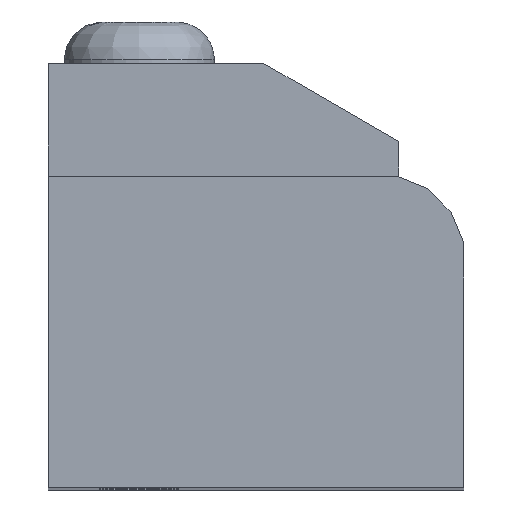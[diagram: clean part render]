
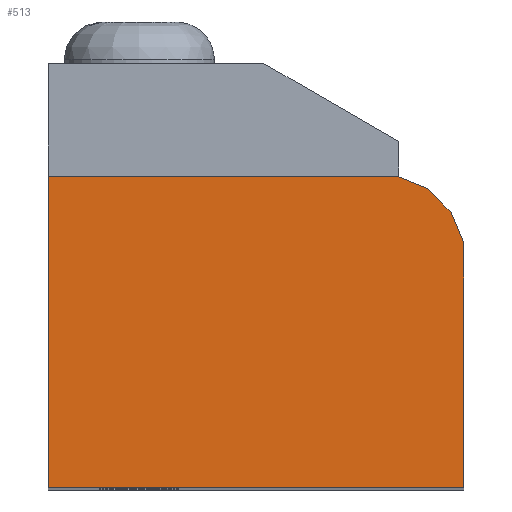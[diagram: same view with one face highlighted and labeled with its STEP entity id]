
A CAD part, top view. The second image highlights one B-rep face of the part: STEP entity #513.
In plain terms, the highlighted planar face has unit normal (0, 0, 1).
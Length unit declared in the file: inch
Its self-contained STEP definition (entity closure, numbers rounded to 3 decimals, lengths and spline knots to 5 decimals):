
#257=CARTESIAN_POINT('',(0.0,0.0,3.0));
#258=VERTEX_POINT('',#257);
#259=CARTESIAN_POINT('',(0.,0.75,3.0));
#260=VERTEX_POINT('',#259);
#261=CARTESIAN_POINT('',(0.0,0.0,3.0));
#262=DIRECTION('',(0.0,1.0,0.0));
#263=VECTOR('',#262,0.75);
#264=LINE('',#261,#263);
#265=EDGE_CURVE('',#258,#260,#264,.T.);
#300=CARTESIAN_POINT('',(0.84044,0.75,3.0));
#301=VERTEX_POINT('',#300);
#302=CARTESIAN_POINT('',(0.,0.75,3.0));
#303=DIRECTION('',(1.0,0.0,0.0));
#304=VECTOR('',#303,0.84044);
#305=LINE('',#302,#304);
#306=EDGE_CURVE('',#260,#301,#305,.T.);
#337=CARTESIAN_POINT('',(0.91282,0.72002,3.0));
#338=VERTEX_POINT('',#337);
#339=CARTESIAN_POINT('',(0.84044,0.75,3.0));
#340=DIRECTION('',(0.924,-0.383,0.0));
#341=VECTOR('',#340,0.07834);
#342=LINE('',#339,#341);
#343=EDGE_CURVE('',#301,#338,#342,.T.);
#368=CARTESIAN_POINT('',(0.96939,0.66345,3.0));
#369=VERTEX_POINT('',#368);
#370=CARTESIAN_POINT('',(0.91282,0.72002,3.0));
#371=DIRECTION('',(0.707,-0.707,0.0));
#372=VECTOR('',#371,0.08);
#373=LINE('',#370,#372);
#374=EDGE_CURVE('',#338,#369,#373,.T.);
#399=CARTESIAN_POINT('',(1.0,0.58954,3.0));
#400=VERTEX_POINT('',#399);
#401=CARTESIAN_POINT('',(0.96939,0.66345,3.0));
#402=DIRECTION('',(0.383,-0.924,0.0));
#403=VECTOR('',#402,0.08);
#404=LINE('',#401,#403);
#405=EDGE_CURVE('',#369,#400,#404,.T.);
#430=CARTESIAN_POINT('',(1.0,0.,3.0));
#431=VERTEX_POINT('',#430);
#432=CARTESIAN_POINT('',(1.0,0.58954,3.0));
#433=DIRECTION('',(0.0,-1.0,0.0));
#434=VECTOR('',#433,0.58954);
#435=LINE('',#432,#434);
#436=EDGE_CURVE('',#400,#431,#435,.T.);
#461=CARTESIAN_POINT('',(1.0,0.,3.0));
#462=DIRECTION('',(-1.0,0.0,0.0));
#463=VECTOR('',#462,1.0);
#464=LINE('',#461,#463);
#465=EDGE_CURVE('',#431,#258,#464,.T.);
#499=CARTESIAN_POINT('',(0.48721,0.36521,3.0));
#500=DIRECTION('',(0.0,0.0,1.0));
#501=DIRECTION('',(1.0,0.0,0.0));
#502=AXIS2_PLACEMENT_3D('',#499,#500,#501);
#503=PLANE('',#502);
#504=ORIENTED_EDGE('',*,*,#265,.F.);
#505=ORIENTED_EDGE('',*,*,#465,.F.);
#506=ORIENTED_EDGE('',*,*,#436,.F.);
#507=ORIENTED_EDGE('',*,*,#405,.F.);
#508=ORIENTED_EDGE('',*,*,#374,.F.);
#509=ORIENTED_EDGE('',*,*,#343,.F.);
#510=ORIENTED_EDGE('',*,*,#306,.F.);
#511=EDGE_LOOP('',(#504,#505,#506,#507,#508,#509,#510));
#512=FACE_OUTER_BOUND('',#511,.T.);
#513=ADVANCED_FACE('',(#512),#503,.T.);
